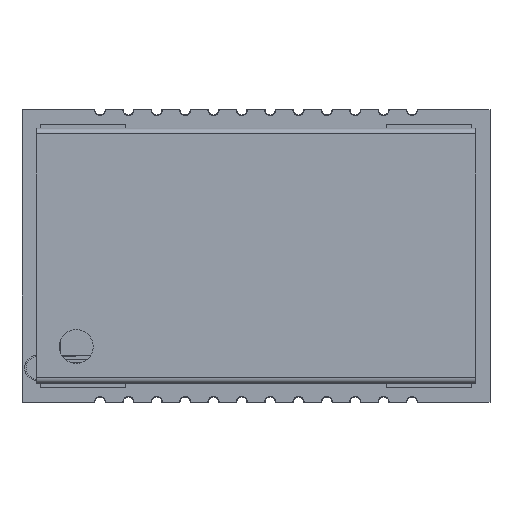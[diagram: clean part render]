
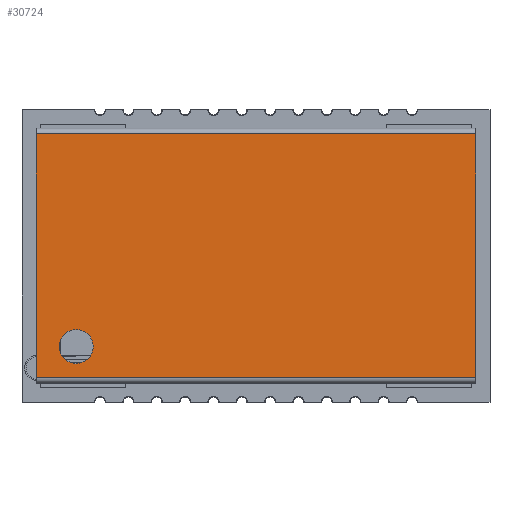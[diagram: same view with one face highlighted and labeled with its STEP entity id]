
A CAD part, top view. The second image highlights one B-rep face of the part: STEP entity #30724.
In plain terms, the highlighted planar face has unit normal (0, 0, 1).
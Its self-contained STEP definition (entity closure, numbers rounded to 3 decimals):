
#1498=FACE_BOUND('',#4649,.T.);
#1522=PLANE('',#34572);
#2638=FACE_OUTER_BOUND('',#4648,.T.);
#4648=EDGE_LOOP('',(#21247,#21248,#21249,#21250));
#4649=EDGE_LOOP('',(#21251));
#6685=LINE('',#48613,#9760);
#6686=LINE('',#48615,#9761);
#6687=LINE('',#48617,#9762);
#6688=LINE('',#48618,#9763);
#9760=VECTOR('',#38248,393.192);
#9761=VECTOR('',#38249,218.44);
#9762=VECTOR('',#38250,393.192);
#9763=VECTOR('',#38251,218.44);
#12824=CIRCLE('',#34573,15.24);
#14112=VERTEX_POINT('',#48611);
#14113=VERTEX_POINT('',#48612);
#14114=VERTEX_POINT('',#48614);
#14115=VERTEX_POINT('',#48616);
#14116=VERTEX_POINT('',#48619);
#16832=EDGE_CURVE('',#14112,#14113,#6685,.T.);
#16833=EDGE_CURVE('',#14112,#14114,#6686,.T.);
#16834=EDGE_CURVE('',#14115,#14114,#6687,.T.);
#16835=EDGE_CURVE('',#14115,#14113,#6688,.T.);
#16836=EDGE_CURVE('',#14116,#14116,#12824,.T.);
#21247=ORIENTED_EDGE('',*,*,#16832,.F.);
#21248=ORIENTED_EDGE('',*,*,#16833,.T.);
#21249=ORIENTED_EDGE('',*,*,#16834,.F.);
#21250=ORIENTED_EDGE('',*,*,#16835,.T.);
#21251=ORIENTED_EDGE('',*,*,#16836,.T.);
#30724=ADVANCED_FACE('',(#2638,#1498),#1522,.T.);
#34572=AXIS2_PLACEMENT_3D('',#48610,#38246,#38247);
#34573=AXIS2_PLACEMENT_3D('',#48620,#38252,#38253);
#38246=DIRECTION('center_axis',(0.,0.,1.));
#38247=DIRECTION('ref_axis',(-1.,0.,0.));
#38248=DIRECTION('',(-1.,0.,0.));
#38249=DIRECTION('',(0.,1.,0.));
#38250=DIRECTION('',(1.,0.,0.));
#38251=DIRECTION('',(0.,-1.,0.));
#38252=DIRECTION('center_axis',(0.,0.,-1.));
#38253=DIRECTION('ref_axis',(1.,0.,0.));
#48610=CARTESIAN_POINT('Origin',(320.433,-17.752,105.41));
#48611=CARTESIAN_POINT('',(517.029,-126.972,105.41));
#48612=CARTESIAN_POINT('',(123.837,-126.972,105.41));
#48613=CARTESIAN_POINT('',(222.135,-126.972,105.41));
#48614=CARTESIAN_POINT('',(517.029,91.468,105.41));
#48615=CARTESIAN_POINT('',(517.029,-132.052,105.41));
#48616=CARTESIAN_POINT('',(123.837,91.468,105.41));
#48617=CARTESIAN_POINT('',(418.731,91.468,105.41));
#48618=CARTESIAN_POINT('',(123.837,96.548,105.41));
#48619=CARTESIAN_POINT('',(144.157,-99.032,105.41));
#48620=CARTESIAN_POINT('Origin',(159.397,-99.032,105.41));
